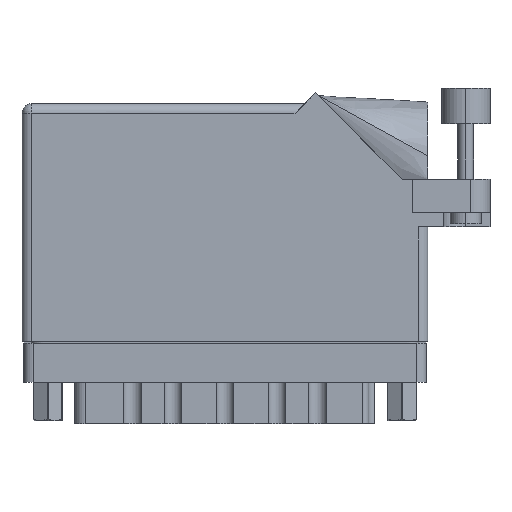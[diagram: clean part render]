
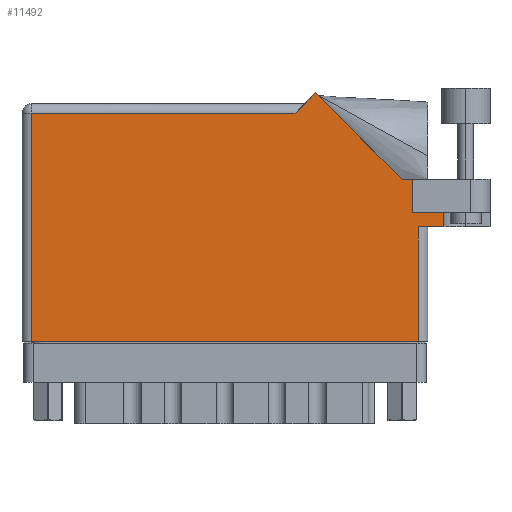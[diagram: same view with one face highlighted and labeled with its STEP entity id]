
A CAD part, front view. The second image highlights one B-rep face of the part: STEP entity #11492.
In plain terms, the highlighted face is planar.
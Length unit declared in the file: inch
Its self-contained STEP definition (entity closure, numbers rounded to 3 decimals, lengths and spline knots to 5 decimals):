
#188 = LINE ( 'NONE', #41530, #3008 ) ;
#1420 = VECTOR ( 'NONE', #24050, 39.37008 ) ;
#2242 = VECTOR ( 'NONE', #32238, 39.37008 ) ;
#2565 = LINE ( 'NONE', #5899, #5417 ) ;
#2623 = VERTEX_POINT ( 'NONE', #20938 ) ;
#2717 = VECTOR ( 'NONE', #20672, 39.37008 ) ;
#3008 = VECTOR ( 'NONE', #55059, 39.37008 ) ;
#3372 = VERTEX_POINT ( 'NONE', #40277 ) ;
#3632 = CARTESIAN_POINT ( 'NONE',  ( 2.7135, 0.831, 0. ) ) ;
#3643 = VERTEX_POINT ( 'NONE', #27731 ) ;
#4727 = ORIENTED_EDGE ( 'NONE', *, *, #40723, .T. ) ;
#4780 = CARTESIAN_POINT ( 'NONE',  ( 1.88971, 1.60071, 0. ) ) ;
#4933 = DIRECTION ( 'NONE',  ( -1., 0., 0. ) ) ;
#5246 = CARTESIAN_POINT ( 'NONE',  ( 2.512, 0.831, 0. ) ) ;
#5411 = ORIENTED_EDGE ( 'NONE', *, *, #55463, .T. ) ;
#5417 = VECTOR ( 'NONE', #5509, 39.37008 ) ;
#5509 = DIRECTION ( 'NONE',  ( 0., -1., 0. ) ) ;
#5893 = ORIENTED_EDGE ( 'NONE', *, *, #22861, .T. ) ;
#5899 = CARTESIAN_POINT ( 'NONE',  ( 2.7135, 1.16177, 0. ) ) ;
#5972 = CARTESIAN_POINT ( 'NONE',  ( 2.44642, 1.044, 0. ) ) ;
#6264 = VECTOR ( 'NONE', #13027, 39.37008 ) ;
#6636 = CARTESIAN_POINT ( 'NONE',  ( 2.512, 1.044, 0. ) ) ;
#6771 = DIRECTION ( 'NONE',  ( -1., 0., 0. ) ) ;
#9673 = CARTESIAN_POINT ( 'NONE',  ( 0.062, 0., 0. ) ) ;
#11009 = ORIENTED_EDGE ( 'NONE', *, *, #53323, .F. ) ;
#11492 = ADVANCED_FACE ( 'NONE', ( #43612 ), #41219, .F. ) ;
#13027 = DIRECTION ( 'NONE',  ( 1., 0., 0. ) ) ;
#13477 = CARTESIAN_POINT ( 'NONE',  ( 2.612, 0.737, 0. ) ) ;
#13687 = LINE ( 'NONE', #13477, #38986 ) ;
#14960 = DIRECTION ( 'NONE',  ( -0.707, 0.707, 0. ) ) ;
#15406 = VERTEX_POINT ( 'NONE', #3632 ) ;
#16995 = LINE ( 'NONE', #9673, #2242 ) ;
#17237 = EDGE_CURVE ( 'NONE', #22295, #3372, #188, .T. ) ;
#17372 = LINE ( 'NONE', #45784, #41278 ) ;
#17555 = CARTESIAN_POINT ( 'NONE',  ( 0.062, 0., 0. ) ) ;
#19231 = DIRECTION ( 'NONE',  ( 0., 0., -1. ) ) ;
#19588 = LINE ( 'NONE', #43592, #2717 ) ;
#20672 = DIRECTION ( 'NONE',  ( 0., 1., 0. ) ) ;
#20938 = CARTESIAN_POINT ( 'NONE',  ( 2.55, 0., 0. ) ) ;
#21090 = ORIENTED_EDGE ( 'NONE', *, *, #56000, .T. ) ;
#22295 = VERTEX_POINT ( 'NONE', #58144 ) ;
#22861 = EDGE_CURVE ( 'NONE', #27873, #3643, #13687, .T. ) ;
#22925 = DIRECTION ( 'NONE',  ( 1., 0., 0. ) ) ;
#23095 = LINE ( 'NONE', #35794, #6264 ) ;
#24050 = DIRECTION ( 'NONE',  ( -0.707, -0.707, 0. ) ) ;
#24809 = VECTOR ( 'NONE', #14960, 39.37008 ) ;
#25336 = LINE ( 'NONE', #37403, #1420 ) ;
#26769 = CARTESIAN_POINT ( 'NONE',  ( 2.44642, 1.044, 0. ) ) ;
#27324 = VERTEX_POINT ( 'NONE', #6636 ) ;
#27731 = CARTESIAN_POINT ( 'NONE',  ( 2.7135, 0.737, 0. ) ) ;
#27873 = VERTEX_POINT ( 'NONE', #51536 ) ;
#29936 = ORIENTED_EDGE ( 'NONE', *, *, #39674, .T. ) ;
#32238 = DIRECTION ( 'NONE',  ( 0., -1., 0. ) ) ;
#32619 = VERTEX_POINT ( 'NONE', #26769 ) ;
#33875 = CARTESIAN_POINT ( 'NONE',  ( 2.55, 0.737, 0. ) ) ;
#35794 = CARTESIAN_POINT ( 'NONE',  ( 0., 0., 0. ) ) ;
#36746 = LINE ( 'NONE', #5972, #24809 ) ;
#37012 = LINE ( 'NONE', #33875, #53144 ) ;
#37403 = CARTESIAN_POINT ( 'NONE',  ( 1.819, 1.53, 0. ) ) ;
#38140 = ORIENTED_EDGE ( 'NONE', *, *, #42933, .F. ) ;
#38986 = VECTOR ( 'NONE', #22925, 39.37008 ) ;
#39674 = EDGE_CURVE ( 'NONE', #47102, #22295, #25336, .T. ) ;
#40277 = CARTESIAN_POINT ( 'NONE',  ( 0.062, 1.468, 0. ) ) ;
#40723 = EDGE_CURVE ( 'NONE', #49447, #27324, #19588, .T. ) ;
#41219 = PLANE ( 'NONE',  #47862 ) ;
#41278 = VECTOR ( 'NONE', #6771, 39.37008 ) ;
#41530 = CARTESIAN_POINT ( 'NONE',  ( 0., 1.468, 0. ) ) ;
#42359 = EDGE_CURVE ( 'NONE', #27324, #32619, #17372, .T. ) ;
#42450 = ORIENTED_EDGE ( 'NONE', *, *, #51879, .T. ) ;
#42933 = EDGE_CURVE ( 'NONE', #15406, #3643, #2565, .T. ) ;
#43592 = CARTESIAN_POINT ( 'NONE',  ( 2.512, 0.831, 0. ) ) ;
#43612 = FACE_OUTER_BOUND ( 'NONE', #47912, .T. ) ;
#45207 = VERTEX_POINT ( 'NONE', #17555 ) ;
#45759 = ORIENTED_EDGE ( 'NONE', *, *, #47084, .T. ) ;
#45784 = CARTESIAN_POINT ( 'NONE',  ( 3.012, 1.044, 0. ) ) ;
#46106 = CARTESIAN_POINT ( 'NONE',  ( 0., 1.53, 0. ) ) ;
#46805 = LINE ( 'NONE', #5246, #54495 ) ;
#47084 = EDGE_CURVE ( 'NONE', #45207, #2623, #23095, .T. ) ;
#47102 = VERTEX_POINT ( 'NONE', #4780 ) ;
#47862 = AXIS2_PLACEMENT_3D ( 'NONE', #46106, #19231, #4933 ) ;
#47912 = EDGE_LOOP ( 'NONE', ( #45759, #42450, #5893, #38140, #11009, #4727, #51216, #5411, #29936, #57790, #21090 ) ) ;
#49157 = DIRECTION ( 'NONE',  ( 1., 0., 0. ) ) ;
#49447 = VERTEX_POINT ( 'NONE', #52474 ) ;
#51216 = ORIENTED_EDGE ( 'NONE', *, *, #42359, .T. ) ;
#51536 = CARTESIAN_POINT ( 'NONE',  ( 2.55, 0.737, 0. ) ) ;
#51879 = EDGE_CURVE ( 'NONE', #2623, #27873, #37012, .T. ) ;
#52270 = DIRECTION ( 'NONE',  ( 0., 1., 0. ) ) ;
#52474 = CARTESIAN_POINT ( 'NONE',  ( 2.512, 0.831, 0. ) ) ;
#53144 = VECTOR ( 'NONE', #52270, 39.37008 ) ;
#53323 = EDGE_CURVE ( 'NONE', #49447, #15406, #46805, .T. ) ;
#54495 = VECTOR ( 'NONE', #49157, 39.37008 ) ;
#55059 = DIRECTION ( 'NONE',  ( -1., 0., 0. ) ) ;
#55463 = EDGE_CURVE ( 'NONE', #32619, #47102, #36746, .T. ) ;
#56000 = EDGE_CURVE ( 'NONE', #3372, #45207, #16995, .T. ) ;
#57790 = ORIENTED_EDGE ( 'NONE', *, *, #17237, .T. ) ;
#58144 = CARTESIAN_POINT ( 'NONE',  ( 1.757, 1.468, 0. ) ) ;
